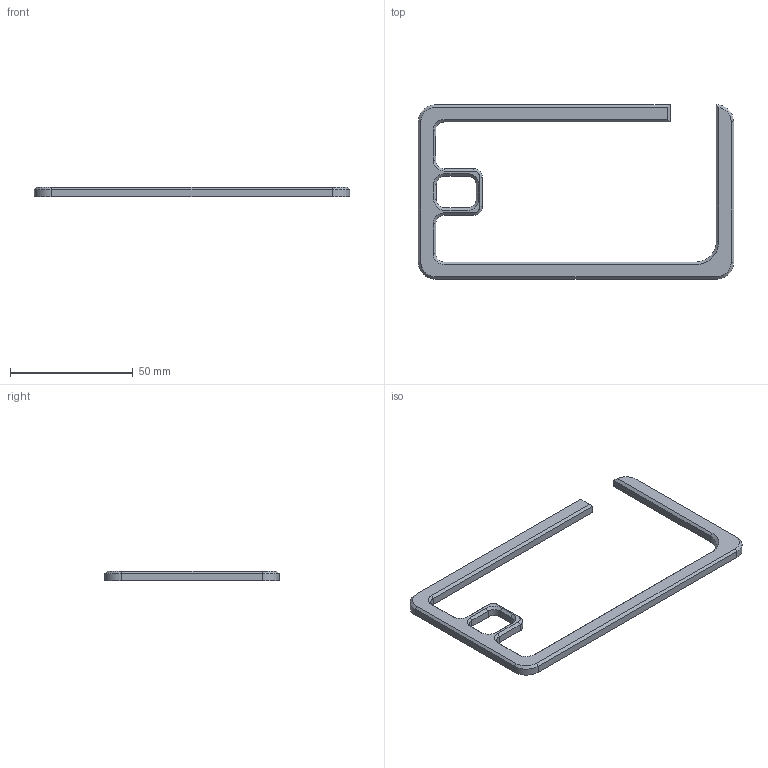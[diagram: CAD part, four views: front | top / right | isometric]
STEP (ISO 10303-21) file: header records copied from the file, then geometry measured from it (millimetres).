
FILE_DESCRIPTION(/* description */ (''),/* implementation_level */ '2;1');
FILE_NAME(/* name */ 'Rhino Pad Top Case Viewport',/* time_stamp */ '2024-02-08T20:58:07+13:00',/* author */ (''),/* organization */ (''),/* preprocessor_version */ 'ST-DEVELOPER v16.5',/* originating_system */ 'Rhino 7.36',/* authorisation */ '');
FILE_SCHEMA (('AUTOMOTIVE_DESIGN_CC2'));
Length unit declared in the file: millimetre
Products named in the file (1): Document
Bounding box: 128.6 x 71.15 x 4 mm (x, y, z)
Volume: 9980.4 mm3; surface area: 8030.2 mm2
Topology: 1 solids, 1 shells, 117 faces, 283 edges, 178 vertices
Faces by surface type: plane 84, bspline 21, cylinder 12
Entity records: 3108 total; most frequent: CARTESIAN_POINT 1157, ORIENTED_EDGE 566, EDGE_CURVE 283, B_SPLINE_CURVE_WITH_KNOTS 230, VERTEX_POINT 178, EDGE_LOOP 129, ADVANCED_FACE 117, FACE_OUTER_BOUND 117
